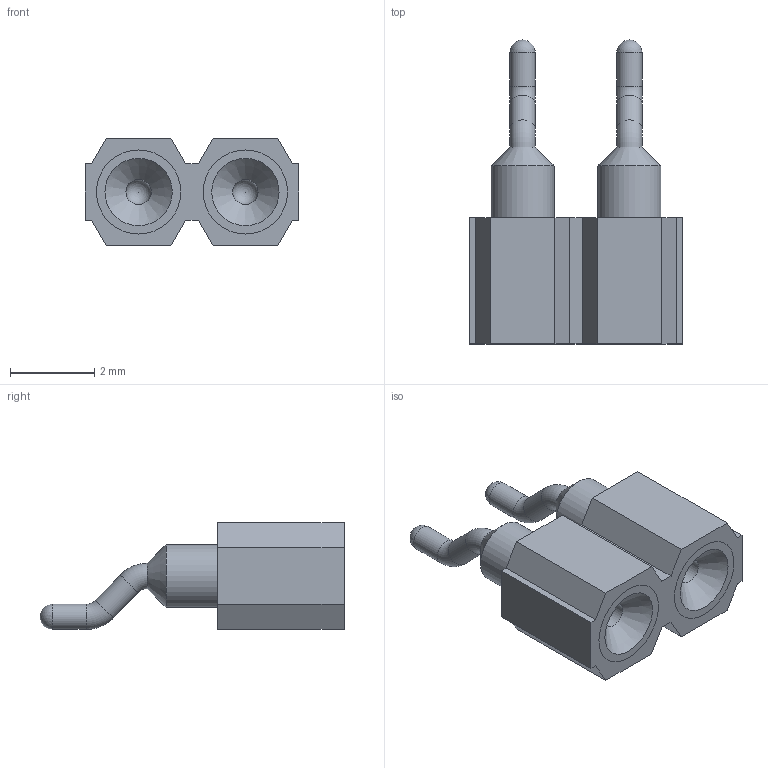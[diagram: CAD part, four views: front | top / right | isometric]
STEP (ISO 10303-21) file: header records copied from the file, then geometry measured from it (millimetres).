
FILE_DESCRIPTION(/* description */ ('STEP AP242','CAx-IF Rec.Pracs.---Representation and Presentation of Product Manufacturing Information (PMI)---4.0---2014-10-13','CAx-IF Rec.Pracs.---3D Tessellated Geometry---0.4---2014-09-14','2;1','CAx-IF Rec.Pracs.---User Defined Attributes---1.5---2016-08-15'),/* implementation_level */ '2;1');
FILE_NAME(/* name */ '691c251446e383ed1c091c02',/* time_stamp */ '2025-11-18T07:49:41Z',/* author */ (''),/* organization */ (''),/* preprocessor_version */ 'ST-DEVELOPER v20',/* originating_system */ 'ONSHAPE BY PTC INC, 1.206',/* authorisation */ ' ');
FILE_SCHEMA (('AP242_MANAGED_MODEL_BASED_3D_ENGINEERING_MIM_LF { 1 0 10303 442 1 1 4 }'));
Length unit declared in the file: metre
Products named in the file (3): XFCN_2.54_2P_female; socket; body
Assembly tree (3 placements, depth 2):
  XFCN_2.54_2P_female
    socket  x2
    body
Bounding box: 5.08 x 7.23 x 2.54 mm (x, y, z)
Volume: 38 mm3; surface area: 171 mm2
Topology: 3 solids, 3 shells, 54 faces, 128 edges, 80 vertices
Faces by surface type: plane 28, cylinder 14, cone 4, sphere 4, torus 4
Full cylindrical faces by diameter (mm): 0.6 x6, 1.5 x4, 2 x4
Entity records: 1158 total; most frequent: DIRECTION 190, CARTESIAN_POINT 185, ORIENTED_EDGE 160, EDGE_CURVE 80, AXIS2_PLACEMENT_3D 65, EDGE_LOOP 62, FACE_BOUND 62, LINE 60
